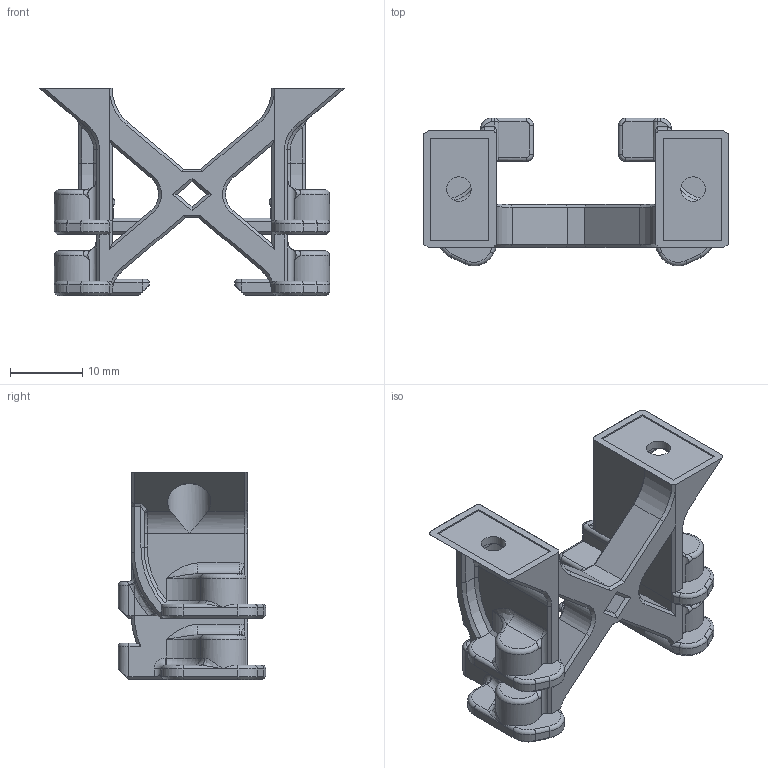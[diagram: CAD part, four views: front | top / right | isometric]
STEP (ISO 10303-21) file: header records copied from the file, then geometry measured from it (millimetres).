
FILE_DESCRIPTION(/* description */ ('STEP AP242','CAx-IF Rec.Pracs.---Representation and Presentation of Product Manufacturing Information (PMI)---4.0---2014-10-13','CAx-IF Rec.Pracs.---3D Tessellated Geometry---0.4---2014-09-14','2;1'),/* implementation_level */ '2;1');
FILE_NAME(/* name */ '64768a8fc58ea9044a3e3c8c',/* time_stamp */ '2023-05-30T23:45:20Z',/* author */ (''),/* organization */ (''),/* preprocessor_version */ 'ST-DEVELOPER v19.4',/* originating_system */ ' ',/* authorisation */ ' ');
FILE_SCHEMA (('AP242_MANAGED_MODEL_BASED_3D_ENGINEERING_MIM_LF { 1 0 10303 442 1 1 4 }'));
Length unit declared in the file: metre
Products named in the file (3): Beacon_Module_R; Beacon_Module_UHF; Beacon_Module_L
Bounding box: 42.26 x 20.49 x 28.77 mm (x, y, z)
Volume: 7255 mm3; surface area: 7326.4 mm2
Topology: 3 solids, 3 shells, 544 faces, 1360 edges, 812 vertices
Faces by surface type: plane 282, cylinder 144, cone 52, torus 40, bspline 26
Full cylindrical faces by diameter (mm): 3.4 x4, 4.7 x4
Entity records: 16351 total; most frequent: CARTESIAN_POINT 3479, DIRECTION 2682, ORIENTED_EDGE 2672, EDGE_CURVE 1336, AXIS2_PLACEMENT_3D 935, LINE 812, VECTOR 812, VERTEX_POINT 812
